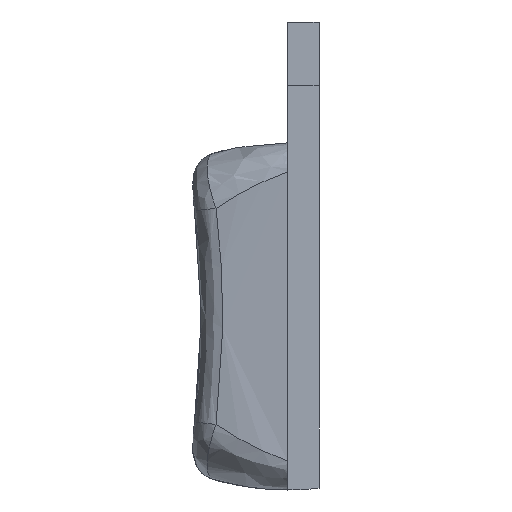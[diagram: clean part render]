
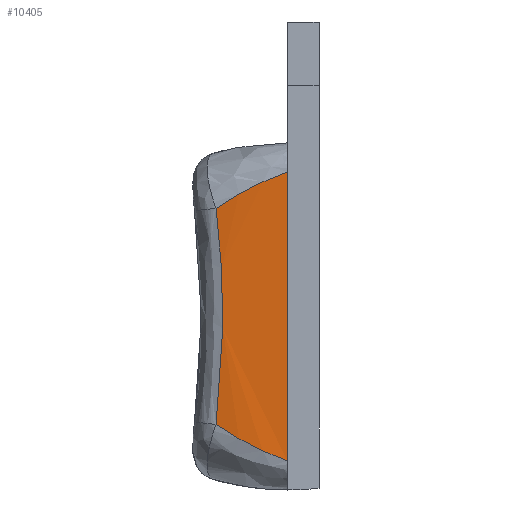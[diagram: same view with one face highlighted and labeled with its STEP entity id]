
A CAD part, left-side view. The second image highlights one B-rep face of the part: STEP entity #10405.
In plain terms, the highlighted free-form (B-spline) face has degree [1, 2] with [2, 3] control points.
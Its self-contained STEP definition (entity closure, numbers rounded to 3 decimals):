
#159=(
BOUNDED_SURFACE()
B_SPLINE_SURFACE(1,2,((#17685,#17686,#17687),(#17688,#17689,#17690)),
 .UNSPECIFIED.,.F.,.F.,.F.)
B_SPLINE_SURFACE_WITH_KNOTS((2,2),(3,3),(-0.271,0.271),
(-0.164,0.),.UNSPECIFIED.)
GEOMETRIC_REPRESENTATION_ITEM()
RATIONAL_B_SPLINE_SURFACE(((1.,0.997,1.),(1.,0.997,
1.)))
REPRESENTATION_ITEM('')
SURFACE()
);
#341=B_SPLINE_CURVE_WITH_KNOTS('',3,(#16613,#16614,#16615,#16616),
 .UNSPECIFIED.,.F.,.F.,(4,4),(-1.116,0.),.UNSPECIFIED.);
#399=B_SPLINE_CURVE_WITH_KNOTS('',3,(#17677,#17678,#17679,#17680),
 .UNSPECIFIED.,.F.,.F.,(4,4),(0.162,0.418),
 .UNSPECIFIED.);
#400=B_SPLINE_CURVE_WITH_KNOTS('',3,(#17681,#17682,#17683,#17684),
 .UNSPECIFIED.,.F.,.F.,(4,4),(0.033,0.162),
 .UNSPECIFIED.);
#401=B_SPLINE_CURVE_WITH_KNOTS('',3,(#17692,#17693,#17694,#17695),
 .UNSPECIFIED.,.F.,.F.,(4,4),(0.,0.256),
 .UNSPECIFIED.);
#402=B_SPLINE_CURVE_WITH_KNOTS('',3,(#17696,#17697,#17698,#17699),
 .UNSPECIFIED.,.F.,.F.,(4,4),(0.256,0.385),
 .UNSPECIFIED.);
#775=FACE_OUTER_BOUND('',#1359,.T.);
#1359=EDGE_LOOP('',(#7641,#7642,#7643,#7644,#7645,#7646));
#2055=LINE('',#16049,#3123);
#3123=VECTOR('',#11827,9.19);
#4340=VERTEX_POINT('',#16040);
#4341=VERTEX_POINT('',#16048);
#4401=VERTEX_POINT('',#16564);
#4406=VERTEX_POINT('',#16611);
#4448=VERTEX_POINT('',#17676);
#4449=VERTEX_POINT('',#17691);
#5482=EDGE_CURVE('',#4340,#4341,#2055,.T.);
#5564=EDGE_CURVE('',#4406,#4401,#341,.T.);
#5634=EDGE_CURVE('',#4448,#4340,#399,.T.);
#5635=EDGE_CURVE('',#4401,#4448,#400,.T.);
#5636=EDGE_CURVE('',#4341,#4449,#401,.T.);
#5637=EDGE_CURVE('',#4449,#4406,#402,.T.);
#7641=ORIENTED_EDGE('',*,*,#5636,.F.);
#7642=ORIENTED_EDGE('',*,*,#5482,.F.);
#7643=ORIENTED_EDGE('',*,*,#5634,.F.);
#7644=ORIENTED_EDGE('',*,*,#5635,.F.);
#7645=ORIENTED_EDGE('',*,*,#5564,.F.);
#7646=ORIENTED_EDGE('',*,*,#5637,.F.);
#10405=ADVANCED_FACE('',(#775),#159,.F.);
#11827=DIRECTION('',(0.,0.,-1.));
#16040=CARTESIAN_POINT('',(-10.907,3.5,6.847));
#16048=CARTESIAN_POINT('',(-10.907,3.5,-6.847));
#16049=CARTESIAN_POINT('',(-10.907,3.5,0.));
#16564=CARTESIAN_POINT('',(-10.568,6.882,5.119));
#16611=CARTESIAN_POINT('',(-10.568,6.882,-5.12));
#16613=CARTESIAN_POINT('Ctrl Pts',(-10.568,6.882,-5.12));
#16614=CARTESIAN_POINT('Ctrl Pts',(-10.654,6.456,-1.72));
#16615=CARTESIAN_POINT('Ctrl Pts',(-10.654,6.456,1.72));
#16616=CARTESIAN_POINT('Ctrl Pts',(-10.568,6.882,5.119));
#17676=CARTESIAN_POINT('',(-10.751,5.8,5.795));
#17677=CARTESIAN_POINT('Ctrl Pts',(-10.75,5.8,5.795));
#17678=CARTESIAN_POINT('Ctrl Pts',(-10.85,5.065,6.211));
#17679=CARTESIAN_POINT('Ctrl Pts',(-10.907,4.291,6.565));
#17680=CARTESIAN_POINT('Ctrl Pts',(-10.907,3.5,6.847));
#17681=CARTESIAN_POINT('Ctrl Pts',(-10.568,6.882,5.119));
#17682=CARTESIAN_POINT('Ctrl Pts',(-10.639,6.533,5.359));
#17683=CARTESIAN_POINT('Ctrl Pts',(-10.7,6.171,5.585));
#17684=CARTESIAN_POINT('Ctrl Pts',(-10.75,5.8,5.795));
#17685=CARTESIAN_POINT('Ctrl Pts',(-10.568,6.882,-6.847));
#17686=CARTESIAN_POINT('Ctrl Pts',(-10.907,5.202,-6.847));
#17687=CARTESIAN_POINT('Ctrl Pts',(-10.907,3.5,-6.847));
#17688=CARTESIAN_POINT('Ctrl Pts',(-10.568,6.882,6.847));
#17689=CARTESIAN_POINT('Ctrl Pts',(-10.907,5.202,6.847));
#17690=CARTESIAN_POINT('Ctrl Pts',(-10.907,3.5,6.847));
#17691=CARTESIAN_POINT('',(-10.751,5.8,-5.795));
#17692=CARTESIAN_POINT('Ctrl Pts',(-10.907,3.5,-6.847));
#17693=CARTESIAN_POINT('Ctrl Pts',(-10.907,4.291,-6.565));
#17694=CARTESIAN_POINT('Ctrl Pts',(-10.85,5.065,-6.211));
#17695=CARTESIAN_POINT('Ctrl Pts',(-10.75,5.8,-5.795));
#17696=CARTESIAN_POINT('Ctrl Pts',(-10.75,5.8,-5.795));
#17697=CARTESIAN_POINT('Ctrl Pts',(-10.7,6.171,-5.585));
#17698=CARTESIAN_POINT('Ctrl Pts',(-10.639,6.533,-5.359));
#17699=CARTESIAN_POINT('Ctrl Pts',(-10.568,6.882,-5.12));
